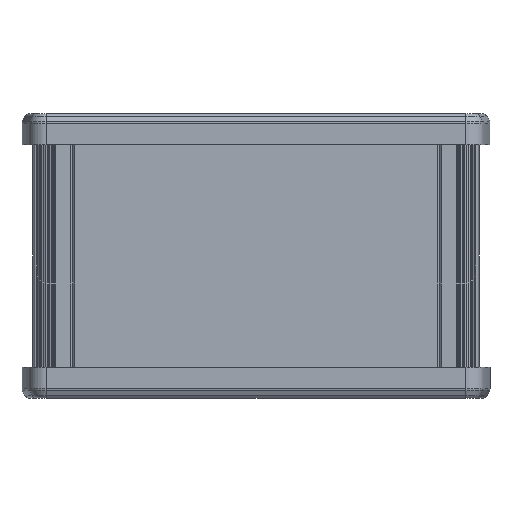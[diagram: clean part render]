
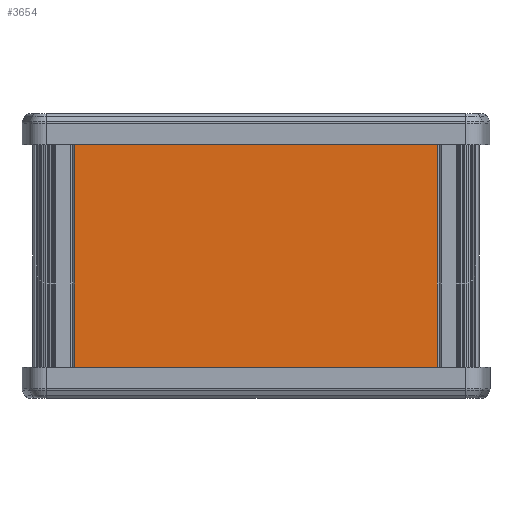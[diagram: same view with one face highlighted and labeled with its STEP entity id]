
A CAD part, top view. The second image highlights one B-rep face of the part: STEP entity #3654.
In plain terms, the highlighted planar face has unit normal (0, 0, 1).
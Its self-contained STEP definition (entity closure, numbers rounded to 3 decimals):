
#255 = VECTOR ( 'NONE', #11483, 1000. ) ;
#340 = CARTESIAN_POINT ( 'NONE',  ( 690.946, 60., 473.719 ) ) ;
#815 = VECTOR ( 'NONE', #11842, 1000. ) ;
#1175 = ORIENTED_EDGE ( 'NONE', *, *, #4161, .T. ) ;
#2443 = EDGE_CURVE ( 'NONE', #5418, #5408, #2777, .T. ) ;
#2777 = LINE ( 'NONE', #4989, #255 ) ;
#2994 = CARTESIAN_POINT ( 'NONE',  ( 0., 60., 473.719 ) ) ;
#3017 = ORIENTED_EDGE ( 'NONE', *, *, #3810, .F. ) ;
#3654 = ADVANCED_FACE ( 'NONE', ( #10043 ), #7054, .F. ) ;
#3810 = EDGE_CURVE ( 'NONE', #11119, #5418, #11215, .T. ) ;
#3828 = DIRECTION ( 'NONE',  ( 0., 0., -1. ) ) ;
#4161 = EDGE_CURVE ( 'NONE', #11119, #5200, #12557, .T. ) ;
#4885 = ORIENTED_EDGE ( 'NONE', *, *, #2443, .F. ) ;
#4989 = CARTESIAN_POINT ( 'NONE',  ( 690.946, 60., 473.719 ) ) ;
#5200 = VERTEX_POINT ( 'NONE', #12519 ) ;
#5408 = VERTEX_POINT ( 'NONE', #8586 ) ;
#5418 = VERTEX_POINT ( 'NONE', #340 ) ;
#6810 = VECTOR ( 'NONE', #7098, 1000. ) ;
#7054 = PLANE ( 'NONE',  #12454 ) ;
#7098 = DIRECTION ( 'NONE',  ( 0., -1., 0. ) ) ;
#8336 = VECTOR ( 'NONE', #12729, 1000. ) ;
#8580 = ORIENTED_EDGE ( 'NONE', *, *, #12941, .T. ) ;
#8586 = CARTESIAN_POINT ( 'NONE',  ( 690.946, 0., 473.719 ) ) ;
#9222 = CARTESIAN_POINT ( 'NONE',  ( 0., 60., 473.719 ) ) ;
#10043 = FACE_OUTER_BOUND ( 'NONE', #12684, .T. ) ;
#10755 = CARTESIAN_POINT ( 'NONE',  ( 0., 0., 473.719 ) ) ;
#11119 = VERTEX_POINT ( 'NONE', #12845 ) ;
#11215 = LINE ( 'NONE', #2994, #8336 ) ;
#11404 = DIRECTION ( 'NONE',  ( -1., 0., 0. ) ) ;
#11483 = DIRECTION ( 'NONE',  ( 0., -1., 0. ) ) ;
#11842 = DIRECTION ( 'NONE',  ( 1., 0., 0. ) ) ;
#12454 = AXIS2_PLACEMENT_3D ( 'NONE', #9222, #3828, #11404 ) ;
#12519 = CARTESIAN_POINT ( 'NONE',  ( 602.947, 0., 473.719 ) ) ;
#12557 = LINE ( 'NONE', #13567, #6810 ) ;
#12684 = EDGE_LOOP ( 'NONE', ( #8580, #4885, #3017, #1175 ) ) ;
#12729 = DIRECTION ( 'NONE',  ( 1., 0., 0. ) ) ;
#12845 = CARTESIAN_POINT ( 'NONE',  ( 602.947, 60., 473.719 ) ) ;
#12941 = EDGE_CURVE ( 'NONE', #5200, #5408, #13833, .T. ) ;
#13567 = CARTESIAN_POINT ( 'NONE',  ( 602.947, 60., 473.719 ) ) ;
#13833 = LINE ( 'NONE', #10755, #815 ) ;
